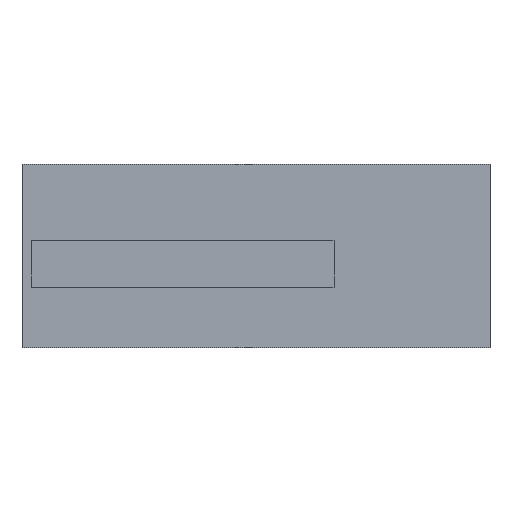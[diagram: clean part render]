
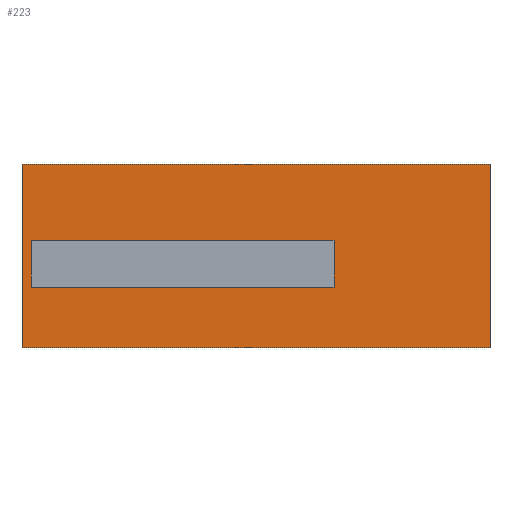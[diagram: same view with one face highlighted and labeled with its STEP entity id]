
A CAD part, front view. The second image highlights one B-rep face of the part: STEP entity #223.
In plain terms, the highlighted planar face has unit normal (0, -1, 0).
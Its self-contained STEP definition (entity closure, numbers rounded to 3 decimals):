
#15 = VECTOR ( 'NONE', #161, 1000. ) ;
#17 = ORIENTED_EDGE ( 'NONE', *, *, #58, .F. ) ;
#19 = VECTOR ( 'NONE', #459, 1000. ) ;
#20 = DIRECTION ( 'NONE',  ( 0., 0., -1. ) ) ;
#25 = VECTOR ( 'NONE', #433, 1000. ) ;
#31 = CARTESIAN_POINT ( 'NONE',  ( -24.5, 0., 1.7 ) ) ;
#58 = EDGE_CURVE ( 'NONE', #276, #258, #60, .T. ) ;
#60 = LINE ( 'NONE', #343, #467 ) ;
#68 = EDGE_CURVE ( 'NONE', #577, #182, #302, .T. ) ;
#76 = CARTESIAN_POINT ( 'NONE',  ( 8.5, 0., 1.7 ) ) ;
#82 = CARTESIAN_POINT ( 'NONE',  ( -24.5, 0., -3.4 ) ) ;
#83 = EDGE_CURVE ( 'NONE', #258, #156, #446, .T. ) ;
#85 = LINE ( 'NONE', #31, #19 ) ;
#90 = ORIENTED_EDGE ( 'NONE', *, *, #68, .F. ) ;
#98 = VERTEX_POINT ( 'NONE', #217 ) ;
#109 = CARTESIAN_POINT ( 'NONE',  ( -25.5, 0., -10. ) ) ;
#125 = DIRECTION ( 'NONE',  ( 1., 0., 0. ) ) ;
#128 = VECTOR ( 'NONE', #363, 1000. ) ;
#150 = EDGE_CURVE ( 'NONE', #489, #577, #277, .T. ) ;
#156 = VERTEX_POINT ( 'NONE', #221 ) ;
#161 = DIRECTION ( 'NONE',  ( -1., 0., 0. ) ) ;
#180 = FACE_BOUND ( 'NONE', #512, .T. ) ;
#182 = VERTEX_POINT ( 'NONE', #76 ) ;
#194 = VECTOR ( 'NONE', #504, 1000. ) ;
#200 = ORIENTED_EDGE ( 'NONE', *, *, #528, .F. ) ;
#209 = VECTOR ( 'NONE', #125, 1000. ) ;
#217 = CARTESIAN_POINT ( 'NONE',  ( -24.5, 0., 1.7 ) ) ;
#221 = CARTESIAN_POINT ( 'NONE',  ( -25.5, 0., -10. ) ) ;
#223 = ADVANCED_FACE ( 'NONE', ( #603, #180 ), #365, .F. ) ;
#224 = CARTESIAN_POINT ( 'NONE',  ( -25.5, 0., 10. ) ) ;
#255 = CARTESIAN_POINT ( 'NONE',  ( 8.5, 0., 1.7 ) ) ;
#258 = VERTEX_POINT ( 'NONE', #280 ) ;
#273 = VECTOR ( 'NONE', #597, 1000. ) ;
#276 = VERTEX_POINT ( 'NONE', #465 ) ;
#277 = LINE ( 'NONE', #82, #194 ) ;
#280 = CARTESIAN_POINT ( 'NONE',  ( 25.5, 0., -10. ) ) ;
#294 = CARTESIAN_POINT ( 'NONE',  ( -24.5, 0., 1.7 ) ) ;
#299 = EDGE_CURVE ( 'NONE', #98, #489, #466, .T. ) ;
#302 = LINE ( 'NONE', #255, #273 ) ;
#324 = LINE ( 'NONE', #224, #209 ) ;
#327 = CARTESIAN_POINT ( 'NONE',  ( 8.5, 0., -3.4 ) ) ;
#338 = ORIENTED_EDGE ( 'NONE', *, *, #498, .F. ) ;
#343 = CARTESIAN_POINT ( 'NONE',  ( 25.5, 0., -10. ) ) ;
#363 = DIRECTION ( 'NONE',  ( 0., 0., 1. ) ) ;
#365 = PLANE ( 'NONE',  #595 ) ;
#374 = ORIENTED_EDGE ( 'NONE', *, *, #299, .F. ) ;
#391 = VERTEX_POINT ( 'NONE', #602 ) ;
#398 = EDGE_LOOP ( 'NONE', ( #17, #200, #338, #530 ) ) ;
#406 = DIRECTION ( 'NONE',  ( 0., 1., 0. ) ) ;
#431 = ORIENTED_EDGE ( 'NONE', *, *, #554, .F. ) ;
#433 = DIRECTION ( 'NONE',  ( 0., 0., -1. ) ) ;
#446 = LINE ( 'NONE', #109, #15 ) ;
#452 = LINE ( 'NONE', #463, #128 ) ;
#459 = DIRECTION ( 'NONE',  ( -1., 0., 0. ) ) ;
#463 = CARTESIAN_POINT ( 'NONE',  ( -25.5, 0., -10. ) ) ;
#465 = CARTESIAN_POINT ( 'NONE',  ( 25.5, 0., 10. ) ) ;
#466 = LINE ( 'NONE', #294, #25 ) ;
#467 = VECTOR ( 'NONE', #20, 1000. ) ;
#468 = ORIENTED_EDGE ( 'NONE', *, *, #150, .F. ) ;
#489 = VERTEX_POINT ( 'NONE', #557 ) ;
#498 = EDGE_CURVE ( 'NONE', #156, #391, #452, .T. ) ;
#504 = DIRECTION ( 'NONE',  ( 1., 0., 0. ) ) ;
#512 = EDGE_LOOP ( 'NONE', ( #90, #468, #374, #431 ) ) ;
#528 = EDGE_CURVE ( 'NONE', #391, #276, #324, .T. ) ;
#530 = ORIENTED_EDGE ( 'NONE', *, *, #83, .F. ) ;
#552 = DIRECTION ( 'NONE',  ( 0., 0., 1. ) ) ;
#554 = EDGE_CURVE ( 'NONE', #182, #98, #85, .T. ) ;
#557 = CARTESIAN_POINT ( 'NONE',  ( -24.5, 0., -3.4 ) ) ;
#577 = VERTEX_POINT ( 'NONE', #327 ) ;
#595 = AXIS2_PLACEMENT_3D ( 'NONE', #607, #406, #552 ) ;
#597 = DIRECTION ( 'NONE',  ( 0., 0., 1. ) ) ;
#602 = CARTESIAN_POINT ( 'NONE',  ( -25.5, 0., 10. ) ) ;
#603 = FACE_OUTER_BOUND ( 'NONE', #398, .T. ) ;
#607 = CARTESIAN_POINT ( 'NONE',  ( 0., 0., 0. ) ) ;
